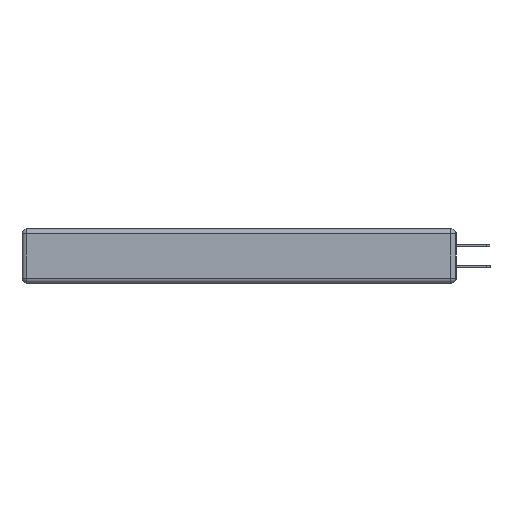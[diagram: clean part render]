
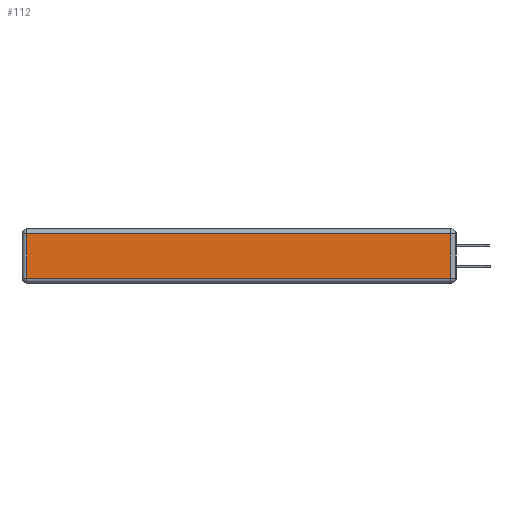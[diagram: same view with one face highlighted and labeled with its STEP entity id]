
A CAD part, left-side view. The second image highlights one B-rep face of the part: STEP entity #112.
In plain terms, the highlighted planar face has unit normal (-1, 0, 0).
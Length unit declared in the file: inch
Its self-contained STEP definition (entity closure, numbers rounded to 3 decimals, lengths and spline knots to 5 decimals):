
#112 = ADVANCED_FACE ( 'NONE', ( #3126 ), #12155, .T. ) ;
#463 = DIRECTION ( 'NONE',  ( 0., 0., 1. ) ) ;
#1851 = CARTESIAN_POINT ( 'NONE',  ( 0., 0., -0.343 ) ) ;
#2069 = ORIENTED_EDGE ( 'NONE', *, *, #3980, .T. ) ;
#2106 = CARTESIAN_POINT ( 'NONE',  ( 0., 2.72, -0.313 ) ) ;
#3011 = VECTOR ( 'NONE', #463, 39.37008 ) ;
#3126 = FACE_OUTER_BOUND ( 'NONE', #12757, .T. ) ;
#3269 = VERTEX_POINT ( 'NONE', #13543 ) ;
#3516 = LINE ( 'NONE', #4673, #3011 ) ;
#3529 = VERTEX_POINT ( 'NONE', #2106 ) ;
#3672 = EDGE_CURVE ( 'NONE', #11917, #11120, #12451, .T. ) ;
#3857 = LINE ( 'NONE', #12635, #8069 ) ;
#3980 = EDGE_CURVE ( 'NONE', #3269, #11917, #3516, .T. ) ;
#4271 = DIRECTION ( 'NONE',  ( 0., 1., 0. ) ) ;
#4276 = EDGE_CURVE ( 'NONE', #11120, #3529, #3857, .T. ) ;
#4673 = CARTESIAN_POINT ( 'NONE',  ( 0., 0.03, -0.343 ) ) ;
#5018 = CARTESIAN_POINT ( 'NONE',  ( 0., 0., -0.313 ) ) ;
#5214 = LINE ( 'NONE', #5018, #11868 ) ;
#5454 = ORIENTED_EDGE ( 'NONE', *, *, #3672, .T. ) ;
#5965 = EDGE_CURVE ( 'NONE', #3529, #3269, #5214, .T. ) ;
#6148 = DIRECTION ( 'NONE',  ( 0., -1., 0. ) ) ;
#6842 = ORIENTED_EDGE ( 'NONE', *, *, #5965, .T. ) ;
#7165 = AXIS2_PLACEMENT_3D ( 'NONE', #1851, #12206, #13211 ) ;
#8069 = VECTOR ( 'NONE', #12677, 39.37008 ) ;
#9528 = VECTOR ( 'NONE', #4271, 39.37008 ) ;
#9721 = ORIENTED_EDGE ( 'NONE', *, *, #4276, .T. ) ;
#10569 = CARTESIAN_POINT ( 'NONE',  ( 0., 2.75, -0.03 ) ) ;
#10932 = CARTESIAN_POINT ( 'NONE',  ( 0., 0.03, -0.03 ) ) ;
#11120 = VERTEX_POINT ( 'NONE', #13180 ) ;
#11868 = VECTOR ( 'NONE', #6148, 39.37008 ) ;
#11917 = VERTEX_POINT ( 'NONE', #10932 ) ;
#12155 = PLANE ( 'NONE',  #7165 ) ;
#12206 = DIRECTION ( 'NONE',  ( -1., 0., 0. ) ) ;
#12451 = LINE ( 'NONE', #10569, #9528 ) ;
#12635 = CARTESIAN_POINT ( 'NONE',  ( 0., 2.72, -0.343 ) ) ;
#12677 = DIRECTION ( 'NONE',  ( 0., 0., -1. ) ) ;
#12757 = EDGE_LOOP ( 'NONE', ( #6842, #2069, #5454, #9721 ) ) ;
#13180 = CARTESIAN_POINT ( 'NONE',  ( 0., 2.72, -0.03 ) ) ;
#13211 = DIRECTION ( 'NONE',  ( 0., 0., 1. ) ) ;
#13543 = CARTESIAN_POINT ( 'NONE',  ( 0., 0.03, -0.313 ) ) ;
